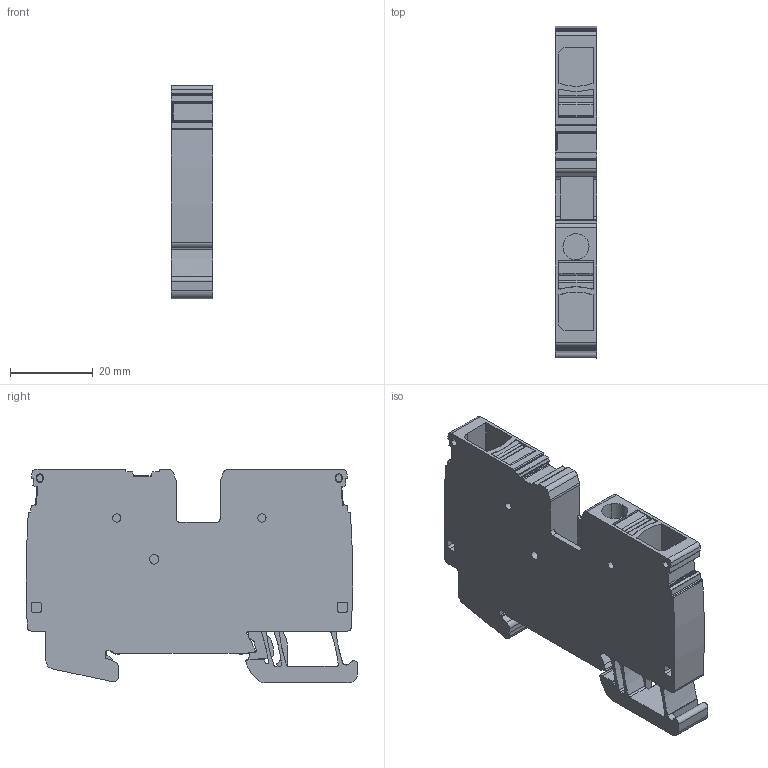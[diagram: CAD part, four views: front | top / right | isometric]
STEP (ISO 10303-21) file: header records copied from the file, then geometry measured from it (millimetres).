
FILE_DESCRIPTION(('CATIA V5 STEP Exchange','CAx-IF Rec.Pracs.--- Model Styling and Organization---1.5--- 2016-08-15','CAx-IF Rec.Pracs.---Supplemental Geometry---1.0---2011-11-01','CAx-IF Rec.Pracs.--- Composite Materials ---1.1---2010-07-15'),'2;1');
FILE_NAME ('1227559-2_1', '2025-09-19T08:52:20+00:00', ('none'), ('Weidmueller'), 'CATIA Version 5-6 Release 2024 SP4', 'CATIA V5 STEP AP214 v3', 'none');
FILE_SCHEMA(('AUTOMOTIVE_DESIGN { 1 0 10303 214 1 1 1 1 }'));
Length unit declared in the file: millimetre
Products named in the file (1): 2734170000
Bounding box: 10 x 80.08 x 51.45 mm (x, y, z)
Volume: 29846.8 mm3; surface area: 13653.6 mm2
Topology: 1 solids, 3 shells, 548 faces, 1593 edges, 1058 vertices
Faces by surface type: plane 270, cylinder 258, cone 8, sphere 8, torus 4
Entity records: 17548 total; most frequent: CARTESIAN_POINT 3580, ORIENTED_EDGE 3170, DIRECTION 2341, EDGE_CURVE 1585, VERTEX_POINT 1058, VECTOR 1012, LINE 1012, AXIS2_PLACEMENT_3D 915
